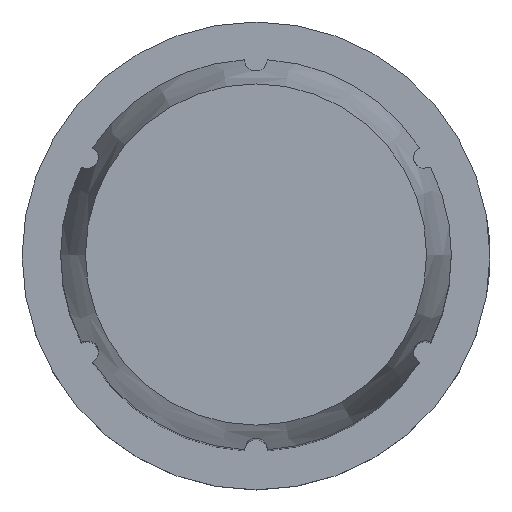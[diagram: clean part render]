
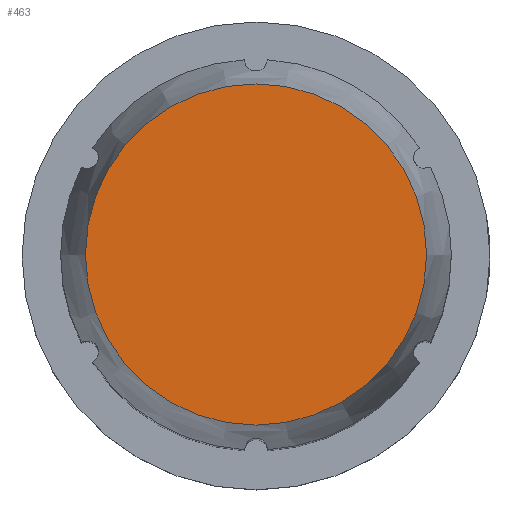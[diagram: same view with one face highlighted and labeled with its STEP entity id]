
A CAD part, top view. The second image highlights one B-rep face of the part: STEP entity #463.
In plain terms, the highlighted planar face has unit normal (0, 0, 1).
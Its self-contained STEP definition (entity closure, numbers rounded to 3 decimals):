
#16=PLANE('',#530);
#175=ORIENTED_EDGE('',*,*,#268,.F.);
#268=EDGE_CURVE('',#322,#322,#355,.T.);
#322=VERTEX_POINT('',#913);
#355=CIRCLE('',#529,7.292);
#386=EDGE_LOOP('',(#175));
#419=FACE_BOUND('',#386,.T.);
#463=ADVANCED_FACE('',(#419),#16,.F.);
#529=AXIS2_PLACEMENT_3D('',#912,#652,#653);
#530=AXIS2_PLACEMENT_3D('',#914,#654,#655);
#652=DIRECTION('',(0.,0.,-1.));
#653=DIRECTION('',(-1.,0.,0.));
#654=DIRECTION('',(0.,0.,-1.));
#655=DIRECTION('',(-1.,0.,0.));
#912=CARTESIAN_POINT('',(0.,0.,35.));
#913=CARTESIAN_POINT('',(-7.292,0.,35.));
#914=CARTESIAN_POINT('',(0.,-4.175,35.));
